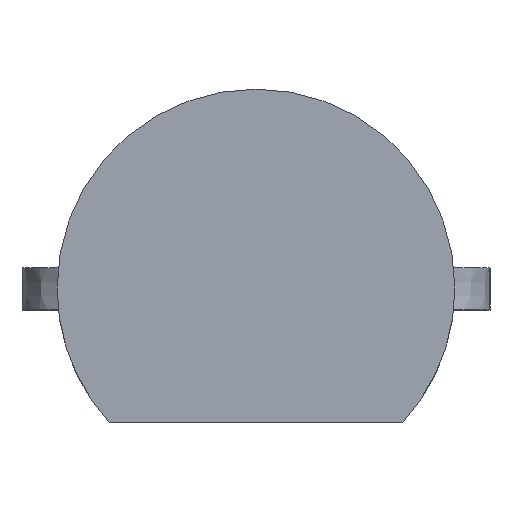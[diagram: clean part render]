
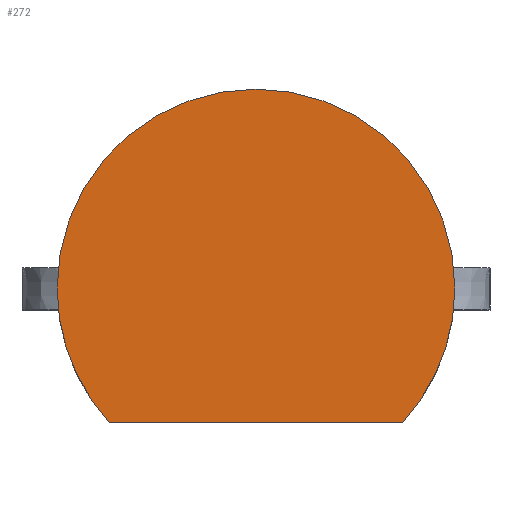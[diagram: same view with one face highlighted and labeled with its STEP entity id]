
A CAD part, top view. The second image highlights one B-rep face of the part: STEP entity #272.
In plain terms, the highlighted planar face has unit normal (0, 0, 1).
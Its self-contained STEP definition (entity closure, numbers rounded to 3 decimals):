
#83 = CIRCLE ( 'NONE', #371, 2.371 ) ;
#111 = AXIS2_PLACEMENT_3D ( 'NONE', #1275, #510, #1393 ) ;
#138 = AXIS2_PLACEMENT_3D ( 'NONE', #378, #1265, #502 ) ;
#143 = VERTEX_POINT ( 'NONE', #998 ) ;
#156 = VERTEX_POINT ( 'NONE', #494 ) ;
#211 = DIRECTION ( 'NONE',  ( 0., 0., 1. ) ) ;
#249 = CARTESIAN_POINT ( 'NONE',  ( -1.75, -1.6, 4.7 ) ) ;
#272 = ADVANCED_FACE ( 'NONE', ( #882 ), #380, .T. ) ;
#275 = CARTESIAN_POINT ( 'NONE',  ( -1.75, -1.6, 4.7 ) ) ;
#361 = CARTESIAN_POINT ( 'NONE',  ( 0., 0., 4.7 ) ) ;
#371 = AXIS2_PLACEMENT_3D ( 'NONE', #361, #1248, #488 ) ;
#378 = CARTESIAN_POINT ( 'NONE',  ( 0., 0., 4.7 ) ) ;
#380 = PLANE ( 'NONE',  #111 ) ;
#488 = DIRECTION ( 'NONE',  ( 1., 0., 0. ) ) ;
#494 = CARTESIAN_POINT ( 'NONE',  ( -2.371, 0., 4.7 ) ) ;
#502 = DIRECTION ( 'NONE',  ( 1., 0., 0. ) ) ;
#510 = DIRECTION ( 'NONE',  ( 0., 0., 1. ) ) ;
#526 = EDGE_CURVE ( 'NONE', #1266, #156, #83, .T. ) ;
#760 = CIRCLE ( 'NONE', #138, 2.371 ) ;
#782 = EDGE_CURVE ( 'NONE', #156, #1381, #1394, .T. ) ;
#811 = ORIENTED_EDGE ( 'NONE', *, *, #1187, .T. ) ;
#882 = FACE_OUTER_BOUND ( 'NONE', #1124, .T. ) ;
#900 = ORIENTED_EDGE ( 'NONE', *, *, #1255, .T. ) ;
#962 = AXIS2_PLACEMENT_3D ( 'NONE', #963, #211, #1090 ) ;
#963 = CARTESIAN_POINT ( 'NONE',  ( 0., 0., 4.7 ) ) ;
#998 = CARTESIAN_POINT ( 'NONE',  ( 1.75, -1.6, 4.7 ) ) ;
#1002 = DIRECTION ( 'NONE',  ( 1., 0., 0. ) ) ;
#1006 = ORIENTED_EDGE ( 'NONE', *, *, #526, .T. ) ;
#1090 = DIRECTION ( 'NONE',  ( 1., 0., 0. ) ) ;
#1105 = VECTOR ( 'NONE', #1002, 1000. ) ;
#1124 = EDGE_LOOP ( 'NONE', ( #900, #1006, #1216, #811 ) ) ;
#1132 = LINE ( 'NONE', #249, #1105 ) ;
#1187 = EDGE_CURVE ( 'NONE', #1381, #143, #1132, .T. ) ;
#1216 = ORIENTED_EDGE ( 'NONE', *, *, #782, .T. ) ;
#1248 = DIRECTION ( 'NONE',  ( 0., 0., 1. ) ) ;
#1255 = EDGE_CURVE ( 'NONE', #143, #1266, #760, .T. ) ;
#1265 = DIRECTION ( 'NONE',  ( 0., 0., 1. ) ) ;
#1266 = VERTEX_POINT ( 'NONE', #1514 ) ;
#1275 = CARTESIAN_POINT ( 'NONE',  ( 0., 0., 4.7 ) ) ;
#1381 = VERTEX_POINT ( 'NONE', #275 ) ;
#1393 = DIRECTION ( 'NONE',  ( 1., 0., 0. ) ) ;
#1394 = CIRCLE ( 'NONE', #962, 2.371 ) ;
#1514 = CARTESIAN_POINT ( 'NONE',  ( 2.371, 0., 4.7 ) ) ;
